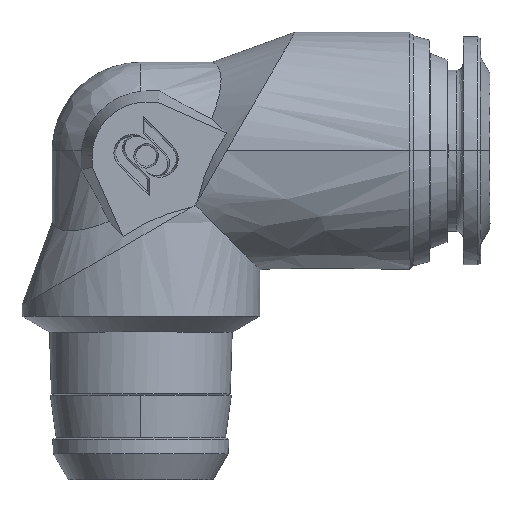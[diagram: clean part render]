
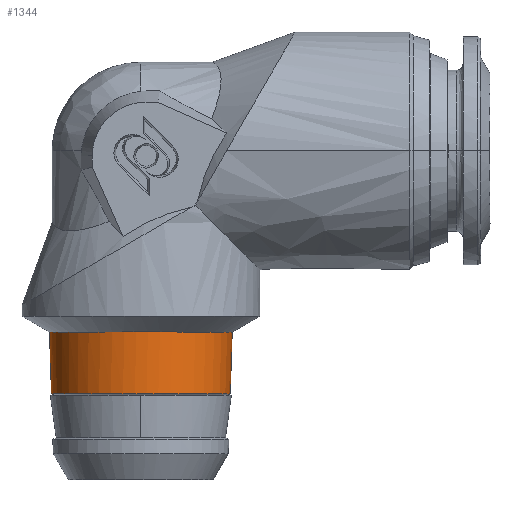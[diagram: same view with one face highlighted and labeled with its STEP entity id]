
A CAD part, top view. The second image highlights one B-rep face of the part: STEP entity #1344.
In plain terms, the highlighted free-form (B-spline) face has degree [1, 3] with [2, 7] control points.
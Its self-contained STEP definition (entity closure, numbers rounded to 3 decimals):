
#95 = CARTESIAN_POINT ( 'NONE',  ( 0.608, -10.48, 0. ) ) ;
#122 = CARTESIAN_POINT ( 'NONE',  ( -2.151, -10.48, 6.66 ) ) ;
#225 = CARTESIAN_POINT ( 'NONE',  ( 0.751, -5.894, 0. ) ) ;
#243 = CARTESIAN_POINT ( 'NONE',  ( 0.608, -10.48, 3.901 ) ) ;
#268 = B_SPLINE_CURVE_WITH_KNOTS ( 'NONE', 1,
 ( #2803, #935 ),
 .UNSPECIFIED., .F., .F.,
 ( 2, 2 ),
 ( -1., 0. ),
 .UNSPECIFIED. ) ;
#389 = EDGE_CURVE ( 'NONE', #2723, #1684, #5784, .T. ) ;
#442 = CARTESIAN_POINT ( 'NONE',  ( -12.855, -5.894, 0. ) ) ;
#628 = EDGE_CURVE ( 'NONE', #2723, #2203, #5826, .T. ) ;
#712 = CARTESIAN_POINT ( 'NONE',  ( 0.751, -5.894, 3.985 ) ) ;
#935 = CARTESIAN_POINT ( 'NONE',  ( -12.855, -5.894, 0. ) ) ;
#996 = ORIENTED_EDGE ( 'NONE', *, *, #2910, .F. ) ;
#1038 = CARTESIAN_POINT ( 'NONE',  ( 0.608, -10.48, 0. ) ) ;
#1050 = CARTESIAN_POINT ( 'NONE',  ( 0.751, -5.894, 3.985 ) ) ;
#1246 = CARTESIAN_POINT ( 'NONE',  ( -12.712, -10.48, 0. ) ) ;
#1286 = CARTESIAN_POINT ( 'NONE',  ( -12.712, -10.48, 3.901 ) ) ;
#1344 = ADVANCED_FACE ( 'NONE', ( #4812 ), #1594, .F. ) ;
#1446 = CARTESIAN_POINT ( 'NONE',  ( -12.712, -10.48, 0. ) ) ;
#1594 =( BOUNDED_SURFACE ( )  B_SPLINE_SURFACE ( 1, 3, ( 
 ( #1446, #2866, #4217, #3436, #122, #243, #95 ),
 ( #3323, #3797, #3302, #5557, #5579, #1050, #225 ) ),
 .UNSPECIFIED., .F., .F., .F. ) 
 B_SPLINE_SURFACE_WITH_KNOTS ( ( 2, 2 ),
 ( 4, 3, 4 ),
 ( 0., 1. ),
 ( 0., 0.5, 1. ),
 .UNSPECIFIED. ) 
 GEOMETRIC_REPRESENTATION_ITEM ( )  RATIONAL_B_SPLINE_SURFACE ( (
 ( 1., 0.805, 0.805, 1., 0.805, 0.805, 1.),
 ( 1., 0.805, 0.805, 1., 0.805, 0.805, 1.) ) ) 
 REPRESENTATION_ITEM ( '' )  SURFACE ( )  );
#1684 = VERTEX_POINT ( 'NONE', #442 ) ;
#1717 = CARTESIAN_POINT ( 'NONE',  ( -12.712, -10.48, 0. ) ) ;
#1863 = EDGE_LOOP ( 'NONE', ( #5370, #5457, #996, #5522 ) ) ;
#2040 = CARTESIAN_POINT ( 'NONE',  ( 0.751, -5.894, 0. ) ) ;
#2048 = CARTESIAN_POINT ( 'NONE',  ( -12.855, -5.894, 0. ) ) ;
#2203 = VERTEX_POINT ( 'NONE', #4707 ) ;
#2207 =( BOUNDED_CURVE ( )  B_SPLINE_CURVE ( 3, ( #5361, #2593, #3115, #4026, #2222, #1286, #1246 ),
 .UNSPECIFIED., .F., .F. ) 
 B_SPLINE_CURVE_WITH_KNOTS ( ( 4, 3, 4 ),
 ( -3.142, -1.571, 0. ),
 .UNSPECIFIED. ) 
 CURVE ( )  GEOMETRIC_REPRESENTATION_ITEM ( )  RATIONAL_B_SPLINE_CURVE ( ( 1., 0.805, 0.805, 1., 0.805, 0.805, 1. ) ) 
 REPRESENTATION_ITEM ( '' )  );
#2222 = CARTESIAN_POINT ( 'NONE',  ( -9.953, -10.48, 6.66 ) ) ;
#2358 = EDGE_CURVE ( 'NONE', #2203, #4519, #2207, .T. ) ;
#2476 = CARTESIAN_POINT ( 'NONE',  ( 0.751, -5.894, 0. ) ) ;
#2593 = CARTESIAN_POINT ( 'NONE',  ( 0.608, -10.48, 3.901 ) ) ;
#2723 = VERTEX_POINT ( 'NONE', #3427 ) ;
#2803 = CARTESIAN_POINT ( 'NONE',  ( -12.712, -10.48, 0. ) ) ;
#2866 = CARTESIAN_POINT ( 'NONE',  ( -12.712, -10.48, 3.901 ) ) ;
#2910 = EDGE_CURVE ( 'NONE', #4519, #1684, #268, .T. ) ;
#3115 = CARTESIAN_POINT ( 'NONE',  ( -2.151, -10.48, 6.66 ) ) ;
#3302 = CARTESIAN_POINT ( 'NONE',  ( -10.037, -5.894, 6.803 ) ) ;
#3323 = CARTESIAN_POINT ( 'NONE',  ( -12.855, -5.894, 0. ) ) ;
#3427 = CARTESIAN_POINT ( 'NONE',  ( 0.751, -5.894, 0. ) ) ;
#3436 = CARTESIAN_POINT ( 'NONE',  ( -6.052, -10.48, 6.66 ) ) ;
#3797 = CARTESIAN_POINT ( 'NONE',  ( -12.855, -5.894, 3.985 ) ) ;
#3899 = CARTESIAN_POINT ( 'NONE',  ( -2.067, -5.894, 6.803 ) ) ;
#4026 = CARTESIAN_POINT ( 'NONE',  ( -6.052, -10.48, 6.66 ) ) ;
#4217 = CARTESIAN_POINT ( 'NONE',  ( -9.953, -10.48, 6.66 ) ) ;
#4519 = VERTEX_POINT ( 'NONE', #1717 ) ;
#4707 = CARTESIAN_POINT ( 'NONE',  ( 0.608, -10.48, 0. ) ) ;
#4774 = CARTESIAN_POINT ( 'NONE',  ( -6.052, -5.894, 6.803 ) ) ;
#4812 = FACE_OUTER_BOUND ( 'NONE', #1863, .T. ) ;
#5361 = CARTESIAN_POINT ( 'NONE',  ( 0.608, -10.48, 0. ) ) ;
#5370 = ORIENTED_EDGE ( 'NONE', *, *, #628, .F. ) ;
#5457 = ORIENTED_EDGE ( 'NONE', *, *, #389, .T. ) ;
#5522 = ORIENTED_EDGE ( 'NONE', *, *, #2358, .F. ) ;
#5557 = CARTESIAN_POINT ( 'NONE',  ( -6.052, -5.894, 6.803 ) ) ;
#5579 = CARTESIAN_POINT ( 'NONE',  ( -2.067, -5.894, 6.803 ) ) ;
#5653 = CARTESIAN_POINT ( 'NONE',  ( -10.037, -5.894, 6.803 ) ) ;
#5694 = CARTESIAN_POINT ( 'NONE',  ( -12.855, -5.894, 3.985 ) ) ;
#5784 =( BOUNDED_CURVE ( )  B_SPLINE_CURVE ( 3, ( #2476, #712, #3899, #4774, #5653, #5694, #2048 ),
 .UNSPECIFIED., .F., .F. ) 
 B_SPLINE_CURVE_WITH_KNOTS ( ( 4, 3, 4 ),
 ( -3.142, -1.571, 0. ),
 .UNSPECIFIED. ) 
 CURVE ( )  GEOMETRIC_REPRESENTATION_ITEM ( )  RATIONAL_B_SPLINE_CURVE ( ( 1., 0.805, 0.805, 1., 0.805, 0.805, 1. ) ) 
 REPRESENTATION_ITEM ( '' )  );
#5826 = B_SPLINE_CURVE_WITH_KNOTS ( 'NONE', 1,
 ( #2040, #1038 ),
 .UNSPECIFIED., .F., .F.,
 ( 2, 2 ),
 ( -1., 0. ),
 .UNSPECIFIED. ) ;
